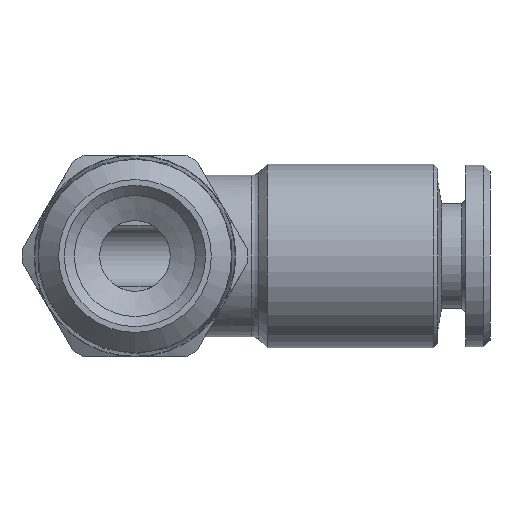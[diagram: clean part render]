
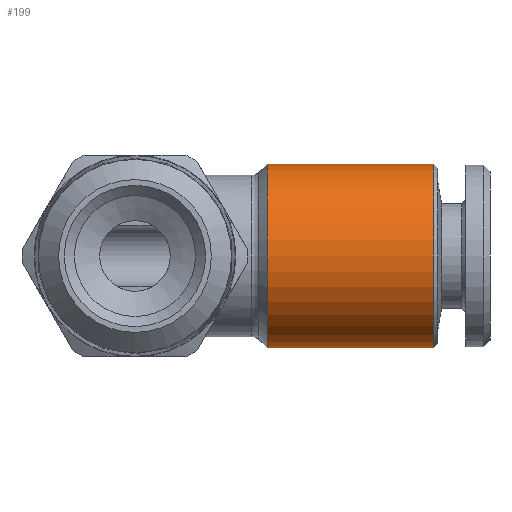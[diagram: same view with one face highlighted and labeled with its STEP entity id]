
A CAD part, front view. The second image highlights one B-rep face of the part: STEP entity #199.
In plain terms, the highlighted cylindrical face has radius 4.55 mm (diameter 9.1 mm), a full revolution.
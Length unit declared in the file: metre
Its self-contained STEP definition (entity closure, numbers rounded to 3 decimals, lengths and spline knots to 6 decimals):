
#199 = ADVANCED_FACE( 'NONE', ( #420, #421 ), #422, .T. );
#420 = FACE_OUTER_BOUND( '', #897, .T. );
#421 = FACE_OUTER_BOUND( '', #898, .T. );
#422 = CYLINDRICAL_SURFACE( '', #899, 0.00455 );
#897 = EDGE_LOOP( '', ( #1328 ) );
#898 = EDGE_LOOP( '', ( #1329 ) );
#899 = AXIS2_PLACEMENT_3D( '', #1330, #1331, #1332 );
#1328 = ORIENTED_EDGE( '', *, *, #1471, .T. );
#1329 = ORIENTED_EDGE( '', *, *, #1355, .T. );
#1330 = CARTESIAN_POINT( '', ( 0., 0., 0. ) );
#1331 = DIRECTION( '', ( 1., 0., 0. ) );
#1332 = DIRECTION( '', ( 0., 0., 1. ) );
#1355 = EDGE_CURVE( 'NONE', #1539, #1539, #1540, .T. );
#1471 = EDGE_CURVE( 'NONE', #1711, #1711, #1712, .T. );
#1539 = VERTEX_POINT( '', #1822 );
#1540 = CIRCLE( '', #1823, 0.00455 );
#1711 = VERTEX_POINT( '', #2278 );
#1712 = CIRCLE( '', #2279, 0.00455 );
#1822 = CARTESIAN_POINT( '', ( 0.0148, 0., 0.00455 ) );
#1823 = AXIS2_PLACEMENT_3D( '', #2343, #2344, #2345 );
#2278 = CARTESIAN_POINT( '', ( 0.00655, 0., -0.00455 ) );
#2279 = AXIS2_PLACEMENT_3D( '', #2475, #2476, #2477 );
#2343 = CARTESIAN_POINT( '', ( 0.0148, 0., 0. ) );
#2344 = DIRECTION( '', ( -1., 0., 0. ) );
#2345 = DIRECTION( '', ( 0., 0., 1. ) );
#2475 = CARTESIAN_POINT( '', ( 0.00655, 0., 0. ) );
#2476 = DIRECTION( '', ( 1., 0., 0. ) );
#2477 = DIRECTION( '', ( 0., 0., -1. ) );
